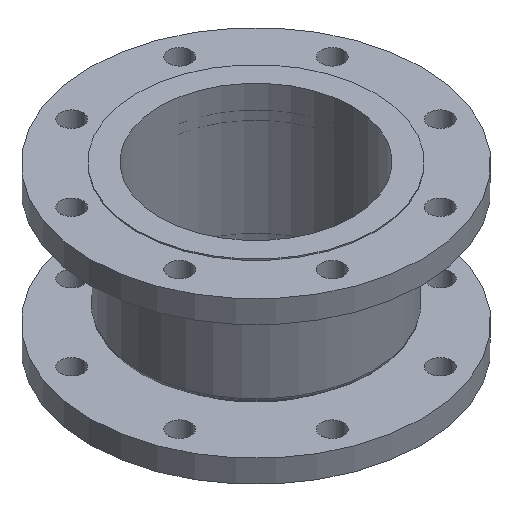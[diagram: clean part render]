
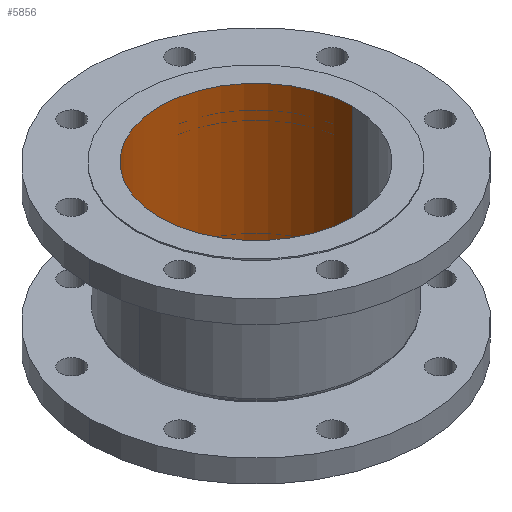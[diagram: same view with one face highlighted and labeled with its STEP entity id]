
A CAD part, isometric view. The second image highlights one B-rep face of the part: STEP entity #5856.
In plain terms, the highlighted cylindrical face has radius 76.8 mm (diameter 153.6 mm), a partial arc.
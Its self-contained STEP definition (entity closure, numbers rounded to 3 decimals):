
#667 = DIRECTION ( 'NONE',  ( 1., 0., 0. ) ) ;
#1028 = CIRCLE ( 'NONE', #10792, 76.8 ) ;
#1114 = DIRECTION ( 'NONE',  ( 0., 0., 1. ) ) ;
#1147 = EDGE_CURVE ( 'NONE', #17137, #24615, #6401, .T. ) ;
#1456 = DIRECTION ( 'NONE',  ( 0., 0., 1. ) ) ;
#2259 = VERTEX_POINT ( 'NONE', #4837 ) ;
#2497 = LINE ( 'NONE', #17378, #5210 ) ;
#4837 = CARTESIAN_POINT ( 'NONE',  ( -76.8, 0., -130. ) ) ;
#5210 = VECTOR ( 'NONE', #21636, 1000. ) ;
#5856 = ADVANCED_FACE ( 'NONE', ( #11650 ), #24606, .F. ) ;
#6401 = LINE ( 'NONE', #13738, #14345 ) ;
#10000 = EDGE_CURVE ( 'NONE', #17137, #2259, #1028, .T. ) ;
#10140 = ORIENTED_EDGE ( 'NONE', *, *, #1147, .T. ) ;
#10631 = EDGE_LOOP ( 'NONE', ( #28370, #19862, #10140, #19938 ) ) ;
#10792 = AXIS2_PLACEMENT_3D ( 'NONE', #19711, #1114, #667 ) ;
#11466 = DIRECTION ( 'NONE',  ( 0., 0., 1. ) ) ;
#11650 = FACE_OUTER_BOUND ( 'NONE', #10631, .T. ) ;
#12507 = VERTEX_POINT ( 'NONE', #24206 ) ;
#12819 = AXIS2_PLACEMENT_3D ( 'NONE', #18162, #11466, #25452 ) ;
#13155 = EDGE_CURVE ( 'NONE', #2259, #12507, #2497, .T. ) ;
#13441 = DIRECTION ( 'NONE',  ( 0., 0., 1. ) ) ;
#13738 = CARTESIAN_POINT ( 'NONE',  ( 76.8, 0., 0. ) ) ;
#14345 = VECTOR ( 'NONE', #13441, 1000. ) ;
#17137 = VERTEX_POINT ( 'NONE', #19836 ) ;
#17378 = CARTESIAN_POINT ( 'NONE',  ( -76.8, 0., 0. ) ) ;
#18162 = CARTESIAN_POINT ( 'NONE',  ( 0., 0., 0. ) ) ;
#19639 = CIRCLE ( 'NONE', #12819, 76.8 ) ;
#19711 = CARTESIAN_POINT ( 'NONE',  ( 0., 0., -130. ) ) ;
#19836 = CARTESIAN_POINT ( 'NONE',  ( 76.8, 0., -130. ) ) ;
#19862 = ORIENTED_EDGE ( 'NONE', *, *, #10000, .F. ) ;
#19938 = ORIENTED_EDGE ( 'NONE', *, *, #21962, .T. ) ;
#20195 = CARTESIAN_POINT ( 'NONE',  ( 0., 0., 0. ) ) ;
#21636 = DIRECTION ( 'NONE',  ( 0., 0., 1. ) ) ;
#21962 = EDGE_CURVE ( 'NONE', #24615, #12507, #19639, .T. ) ;
#23185 = DIRECTION ( 'NONE',  ( 1., 0., 0. ) ) ;
#24206 = CARTESIAN_POINT ( 'NONE',  ( -76.8, 0., 0. ) ) ;
#24606 = CYLINDRICAL_SURFACE ( 'NONE', #25987, 76.8 ) ;
#24615 = VERTEX_POINT ( 'NONE', #28127 ) ;
#25452 = DIRECTION ( 'NONE',  ( 1., 0., 0. ) ) ;
#25987 = AXIS2_PLACEMENT_3D ( 'NONE', #20195, #1456, #23185 ) ;
#28127 = CARTESIAN_POINT ( 'NONE',  ( 76.8, 0., 0. ) ) ;
#28370 = ORIENTED_EDGE ( 'NONE', *, *, #13155, .F. ) ;
